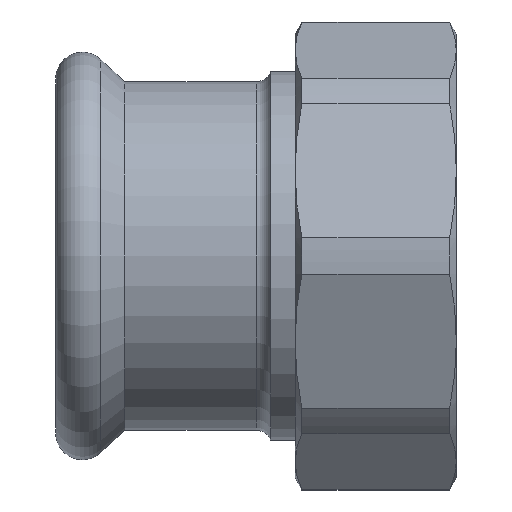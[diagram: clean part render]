
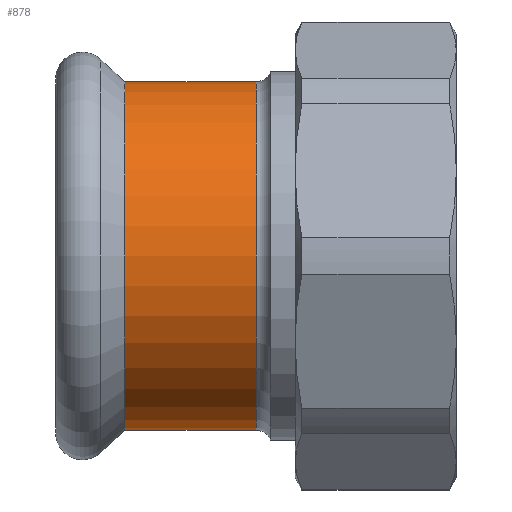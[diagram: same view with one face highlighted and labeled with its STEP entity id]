
A CAD part, front view. The second image highlights one B-rep face of the part: STEP entity #878.
In plain terms, the highlighted cylindrical face has radius 22.7 mm (diameter 45.4 mm), a full revolution.
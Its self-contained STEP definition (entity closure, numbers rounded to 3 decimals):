
#92=FACE_BOUND($,#266,.T.);
#124=CIRCLE($,#957,22.7);
#125=CIRCLE($,#959,22.7);
#174=CYLINDRICAL_SURFACE($,#958,22.7);
#198=FACE_OUTER_BOUND($,#265,.T.);
#265=EDGE_LOOP($,(#608));
#266=EDGE_LOOP($,(#609));
#398=VERTEX_POINT($,#1387);
#399=VERTEX_POINT($,#1390);
#481=EDGE_CURVE($,#398,#398,#124,.T.);
#482=EDGE_CURVE($,#399,#399,#125,.T.);
#608=ORIENTED_EDGE($,*,*,#482,.F.);
#609=ORIENTED_EDGE($,*,*,#481,.F.);
#878=ADVANCED_FACE($,(#198,#92),#174,.T.);
#957=AXIS2_PLACEMENT_3D($,#1388,#1117,#1118);
#958=AXIS2_PLACEMENT_3D($,#1389,#1119,#1120);
#959=AXIS2_PLACEMENT_3D($,#1391,#1121,#1122);
#1117=DIRECTION('center_axis',(-1.,0.,0.));
#1118=DIRECTION('ref_axis',(0.,1.,0.));
#1119=DIRECTION('center_axis',(1.,0.,0.));
#1120=DIRECTION('ref_axis',(0.,1.,0.));
#1121=DIRECTION('center_axis',(1.,0.,0.));
#1122=DIRECTION('ref_axis',(0.,1.,0.));
#1387=CARTESIAN_POINT('',(-26.127,-22.7,0.));
#1388=CARTESIAN_POINT('Origin',(-26.127,0.,0.));
#1389=CARTESIAN_POINT('Origin',(-17.004,0.,0.));
#1390=CARTESIAN_POINT('',(-9.007,22.7,0.));
#1391=CARTESIAN_POINT('Origin',(-9.007,0.,0.));
